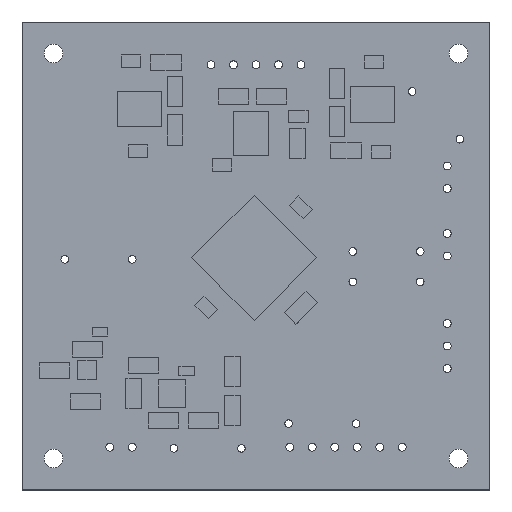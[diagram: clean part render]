
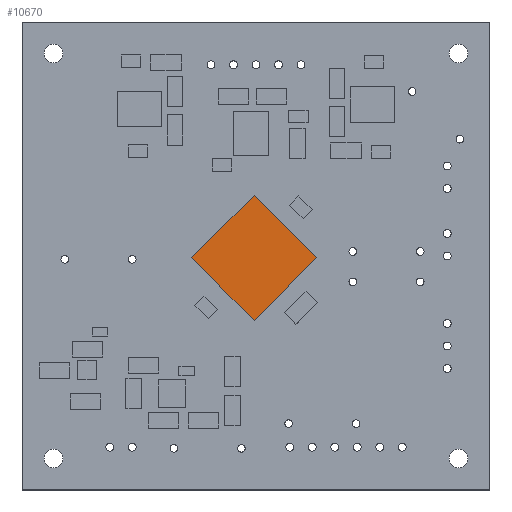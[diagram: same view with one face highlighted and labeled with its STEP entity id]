
A CAD part, top view. The second image highlights one B-rep face of the part: STEP entity #10670.
In plain terms, the highlighted planar face has unit normal (0, 0, 1).
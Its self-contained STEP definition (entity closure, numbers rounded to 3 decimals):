
#10356 = VERTEX_POINT('',#10357);
#10357 = CARTESIAN_POINT('',(0.,-7.071,1.15)
  );
#10364 = PLANE('',#10365);
#10365 = AXIS2_PLACEMENT_3D('',#10366,#10367,#10368);
#10366 = CARTESIAN_POINT('',(0.,-7.071,0.));
#10367 = DIRECTION('',(-0.707,-0.707,0.));
#10368 = DIRECTION('',(-0.707,0.707,0.));
#10376 = PLANE('',#10377);
#10377 = AXIS2_PLACEMENT_3D('',#10378,#10379,#10380);
#10378 = CARTESIAN_POINT('',(7.071,0.,0.));
#10379 = DIRECTION('',(0.707,-0.707,0.));
#10380 = DIRECTION('',(-0.707,-0.707,0.));
#10388 = EDGE_CURVE('',#10356,#10389,#10391,.T.);
#10389 = VERTEX_POINT('',#10390);
#10390 = CARTESIAN_POINT('',(-7.071,0.,1.15));
#10391 = SURFACE_CURVE('',#10392,(#10396,#10403),.PCURVE_S1.);
#10392 = LINE('',#10393,#10394);
#10393 = CARTESIAN_POINT('',(0.,-7.071,1.15)
  );
#10394 = VECTOR('',#10395,1.);
#10395 = DIRECTION('',(-0.707,0.707,0.));
#10396 = PCURVE('',#10364,#10397);
#10397 = DEFINITIONAL_REPRESENTATION('',(#10398),#10402);
#10398 = LINE('',#10399,#10400);
#10399 = CARTESIAN_POINT('',(0.,-1.15));
#10400 = VECTOR('',#10401,1.);
#10401 = DIRECTION('',(1.,0.));
#10402 = ( GEOMETRIC_REPRESENTATION_CONTEXT(2) 
PARAMETRIC_REPRESENTATION_CONTEXT() REPRESENTATION_CONTEXT('2D SPACE',''
  ) );
#10403 = PCURVE('',#10404,#10409);
#10404 = PLANE('',#10405);
#10405 = AXIS2_PLACEMENT_3D('',#10406,#10407,#10408);
#10406 = CARTESIAN_POINT('',(0.,-7.071,1.15)
  );
#10407 = DIRECTION('',(0.,0.,1.));
#10408 = DIRECTION('',(1.,0.,0.));
#10409 = DEFINITIONAL_REPRESENTATION('',(#10410),#10414);
#10410 = LINE('',#10411,#10412);
#10411 = CARTESIAN_POINT('',(0.,0.));
#10412 = VECTOR('',#10413,1.);
#10413 = DIRECTION('',(-0.707,0.707));
#10414 = ( GEOMETRIC_REPRESENTATION_CONTEXT(2) 
PARAMETRIC_REPRESENTATION_CONTEXT() REPRESENTATION_CONTEXT('2D SPACE',''
  ) );
#10432 = PLANE('',#10433);
#10433 = AXIS2_PLACEMENT_3D('',#10434,#10435,#10436);
#10434 = CARTESIAN_POINT('',(-7.071,0.,0.));
#10435 = DIRECTION('',(-0.707,0.707,0.));
#10436 = DIRECTION('',(0.707,0.707,0.));
#10474 = EDGE_CURVE('',#10389,#10475,#10477,.T.);
#10475 = VERTEX_POINT('',#10476);
#10476 = CARTESIAN_POINT('',(0.,7.071,1.15)
  );
#10477 = SURFACE_CURVE('',#10478,(#10482,#10489),.PCURVE_S1.);
#10478 = LINE('',#10479,#10480);
#10479 = CARTESIAN_POINT('',(-7.071,0.,1.15));
#10480 = VECTOR('',#10481,1.);
#10481 = DIRECTION('',(0.707,0.707,0.));
#10482 = PCURVE('',#10432,#10483);
#10483 = DEFINITIONAL_REPRESENTATION('',(#10484),#10488);
#10484 = LINE('',#10485,#10486);
#10485 = CARTESIAN_POINT('',(0.,-1.15));
#10486 = VECTOR('',#10487,1.);
#10487 = DIRECTION('',(1.,0.));
#10488 = ( GEOMETRIC_REPRESENTATION_CONTEXT(2) 
PARAMETRIC_REPRESENTATION_CONTEXT() REPRESENTATION_CONTEXT('2D SPACE',''
  ) );
#10489 = PCURVE('',#10404,#10490);
#10490 = DEFINITIONAL_REPRESENTATION('',(#10491),#10495);
#10491 = LINE('',#10492,#10493);
#10492 = CARTESIAN_POINT('',(-7.071,7.071));
#10493 = VECTOR('',#10494,1.);
#10494 = DIRECTION('',(0.707,0.707));
#10495 = ( GEOMETRIC_REPRESENTATION_CONTEXT(2) 
PARAMETRIC_REPRESENTATION_CONTEXT() REPRESENTATION_CONTEXT('2D SPACE',''
  ) );
#10513 = PLANE('',#10514);
#10514 = AXIS2_PLACEMENT_3D('',#10515,#10516,#10517);
#10515 = CARTESIAN_POINT('',(0.,7.071,0.));
#10516 = DIRECTION('',(0.707,0.707,0.));
#10517 = DIRECTION('',(0.707,-0.707,0.));
#10550 = EDGE_CURVE('',#10475,#10551,#10553,.T.);
#10551 = VERTEX_POINT('',#10552);
#10552 = CARTESIAN_POINT('',(7.071,0.,1.15));
#10553 = SURFACE_CURVE('',#10554,(#10558,#10565),.PCURVE_S1.);
#10554 = LINE('',#10555,#10556);
#10555 = CARTESIAN_POINT('',(0.,7.071,1.15)
  );
#10556 = VECTOR('',#10557,1.);
#10557 = DIRECTION('',(0.707,-0.707,0.));
#10558 = PCURVE('',#10513,#10559);
#10559 = DEFINITIONAL_REPRESENTATION('',(#10560),#10564);
#10560 = LINE('',#10561,#10562);
#10561 = CARTESIAN_POINT('',(0.,-1.15));
#10562 = VECTOR('',#10563,1.);
#10563 = DIRECTION('',(1.,0.));
#10564 = ( GEOMETRIC_REPRESENTATION_CONTEXT(2) 
PARAMETRIC_REPRESENTATION_CONTEXT() REPRESENTATION_CONTEXT('2D SPACE',''
  ) );
#10565 = PCURVE('',#10404,#10566);
#10566 = DEFINITIONAL_REPRESENTATION('',(#10567),#10571);
#10567 = LINE('',#10568,#10569);
#10568 = CARTESIAN_POINT('',(0.,14.142));
#10569 = VECTOR('',#10570,1.);
#10570 = DIRECTION('',(0.707,-0.707));
#10571 = ( GEOMETRIC_REPRESENTATION_CONTEXT(2) 
PARAMETRIC_REPRESENTATION_CONTEXT() REPRESENTATION_CONTEXT('2D SPACE',''
  ) );
#10621 = EDGE_CURVE('',#10551,#10356,#10622,.T.);
#10622 = SURFACE_CURVE('',#10623,(#10627,#10634),.PCURVE_S1.);
#10623 = LINE('',#10624,#10625);
#10624 = CARTESIAN_POINT('',(7.071,0.,1.15));
#10625 = VECTOR('',#10626,1.);
#10626 = DIRECTION('',(-0.707,-0.707,0.));
#10627 = PCURVE('',#10376,#10628);
#10628 = DEFINITIONAL_REPRESENTATION('',(#10629),#10633);
#10629 = LINE('',#10630,#10631);
#10630 = CARTESIAN_POINT('',(0.,-1.15));
#10631 = VECTOR('',#10632,1.);
#10632 = DIRECTION('',(1.,0.));
#10633 = ( GEOMETRIC_REPRESENTATION_CONTEXT(2) 
PARAMETRIC_REPRESENTATION_CONTEXT() REPRESENTATION_CONTEXT('2D SPACE',''
  ) );
#10634 = PCURVE('',#10404,#10635);
#10635 = DEFINITIONAL_REPRESENTATION('',(#10636),#10640);
#10636 = LINE('',#10637,#10638);
#10637 = CARTESIAN_POINT('',(7.071,7.071));
#10638 = VECTOR('',#10639,1.);
#10639 = DIRECTION('',(-0.707,-0.707));
#10640 = ( GEOMETRIC_REPRESENTATION_CONTEXT(2) 
PARAMETRIC_REPRESENTATION_CONTEXT() REPRESENTATION_CONTEXT('2D SPACE',''
  ) );
#10670 = ADVANCED_FACE('',(#10671),#10404,.T.);
#10671 = FACE_BOUND('',#10672,.F.);
#10672 = EDGE_LOOP('',(#10673,#10674,#10675,#10676));
#10673 = ORIENTED_EDGE('',*,*,#10388,.T.);
#10674 = ORIENTED_EDGE('',*,*,#10474,.T.);
#10675 = ORIENTED_EDGE('',*,*,#10550,.T.);
#10676 = ORIENTED_EDGE('',*,*,#10621,.T.);
